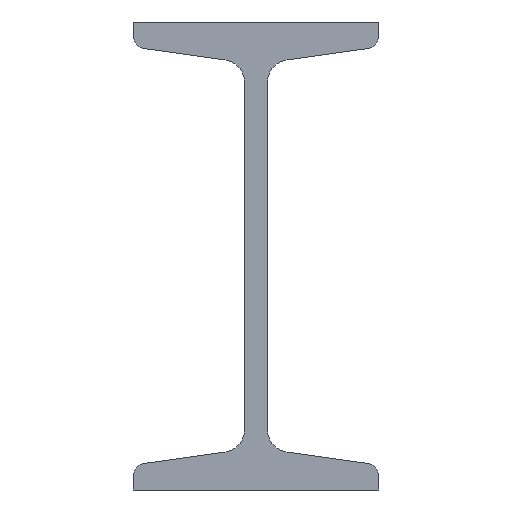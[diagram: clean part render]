
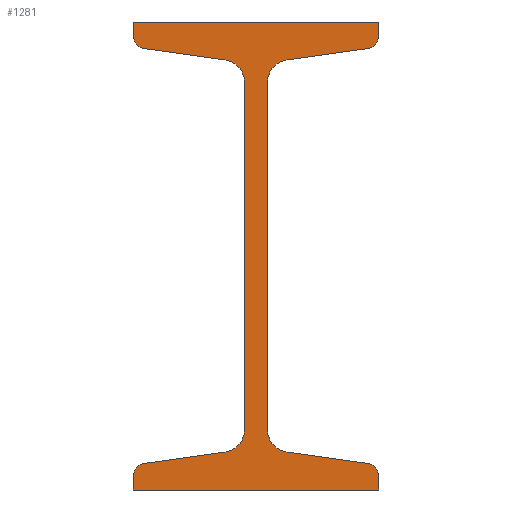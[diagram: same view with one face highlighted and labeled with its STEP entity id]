
A CAD part, front view. The second image highlights one B-rep face of the part: STEP entity #1281.
In plain terms, the highlighted planar face has unit normal (0, -1, 0).
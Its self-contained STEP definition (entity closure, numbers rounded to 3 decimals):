
#2=DIRECTION('',(0.,0.,1.));
#3=VECTOR('',#2,2.267);
#4=CARTESIAN_POINT('',(-21.,0.,-40.));
#5=LINE('',#4,#3);
#6=CARTESIAN_POINT('',(-18.7,0.,-37.733));
#7=DIRECTION('',(0.,1.,0.));
#8=DIRECTION('',(-1.,0.,0.));
#9=AXIS2_PLACEMENT_3D('',#6,#7,#8);
#11=DIRECTION('',(0.99,0.,0.139));
#12=VECTOR('',#11,13.848);
#13=CARTESIAN_POINT('',(-19.02,0.,-35.455));
#14=LINE('',#13,#12);
#15=CARTESIAN_POINT('',(-5.85,0.,-29.666));
#16=DIRECTION('',(0.,-1.,0.));
#17=DIRECTION('',(0.139,0.,-0.99));
#18=AXIS2_PLACEMENT_3D('',#15,#16,#17);
#20=DIRECTION('',(0.,0.,1.));
#21=VECTOR('',#20,59.332);
#22=CARTESIAN_POINT('',(-1.95,0.,-29.666));
#23=LINE('',#22,#21);
#24=CARTESIAN_POINT('',(-5.85,0.,29.666));
#25=DIRECTION('',(0.,-1.,0.));
#26=DIRECTION('',(1.,0.,0.));
#27=AXIS2_PLACEMENT_3D('',#24,#25,#26);
#29=DIRECTION('',(-0.99,0.,0.139));
#30=VECTOR('',#29,13.848);
#31=CARTESIAN_POINT('',(-5.307,0.,33.528));
#32=LINE('',#31,#30);
#33=CARTESIAN_POINT('',(-18.7,0.,37.733));
#34=DIRECTION('',(0.,1.,0.));
#35=DIRECTION('',(-0.139,0.,-0.99));
#36=AXIS2_PLACEMENT_3D('',#33,#34,#35);
#38=DIRECTION('',(0.,0.,1.));
#39=VECTOR('',#38,2.267);
#40=CARTESIAN_POINT('',(-21.,0.,37.733));
#41=LINE('',#40,#39);
#42=DIRECTION('',(1.,0.,0.));
#43=VECTOR('',#42,42.);
#44=CARTESIAN_POINT('',(-21.,0.,40.));
#45=LINE('',#44,#43);
#46=DIRECTION('',(0.,0.,-1.));
#47=VECTOR('',#46,2.267);
#48=CARTESIAN_POINT('',(21.,0.,40.));
#49=LINE('',#48,#47);
#50=CARTESIAN_POINT('',(18.7,0.,37.733));
#51=DIRECTION('',(0.,1.,0.));
#52=DIRECTION('',(1.,0.,0.));
#53=AXIS2_PLACEMENT_3D('',#50,#51,#52);
#55=DIRECTION('',(-0.99,0.,-0.139));
#56=VECTOR('',#55,13.848);
#57=CARTESIAN_POINT('',(19.02,0.,35.455));
#58=LINE('',#57,#56);
#59=CARTESIAN_POINT('',(5.85,0.,29.666));
#60=DIRECTION('',(0.,-1.,0.));
#61=DIRECTION('',(-0.139,0.,0.99));
#62=AXIS2_PLACEMENT_3D('',#59,#60,#61);
#64=DIRECTION('',(0.,0.,-1.));
#65=VECTOR('',#64,59.332);
#66=CARTESIAN_POINT('',(1.95,0.,29.666));
#67=LINE('',#66,#65);
#68=CARTESIAN_POINT('',(5.85,0.,-29.666));
#69=DIRECTION('',(0.,-1.,0.));
#70=DIRECTION('',(-1.,0.,0.));
#71=AXIS2_PLACEMENT_3D('',#68,#69,#70);
#73=DIRECTION('',(0.99,0.,-0.139));
#74=VECTOR('',#73,13.848);
#75=CARTESIAN_POINT('',(5.307,0.,-33.528));
#76=LINE('',#75,#74);
#77=CARTESIAN_POINT('',(18.7,0.,-37.733));
#78=DIRECTION('',(0.,1.,0.));
#79=DIRECTION('',(0.139,0.,0.99));
#80=AXIS2_PLACEMENT_3D('',#77,#78,#79);
#82=DIRECTION('',(0.,0.,-1.));
#83=VECTOR('',#82,2.267);
#84=CARTESIAN_POINT('',(21.,0.,-37.733));
#85=LINE('',#84,#83);
#86=DIRECTION('',(-1.,0.,0.));
#87=VECTOR('',#86,42.);
#88=CARTESIAN_POINT('',(21.,0.,-40.));
#89=LINE('',#88,#87);
#930=CARTESIAN_POINT('',(-21.,0.,-40.));
#931=CARTESIAN_POINT('',(-21.,0.,-37.733));
#932=VERTEX_POINT('',#930);
#933=VERTEX_POINT('',#931);
#934=CARTESIAN_POINT('',(-19.02,0.,-35.455));
#935=VERTEX_POINT('',#934);
#936=CARTESIAN_POINT('',(-5.307,0.,-33.528));
#937=VERTEX_POINT('',#936);
#938=CARTESIAN_POINT('',(-1.95,0.,-29.666));
#939=VERTEX_POINT('',#938);
#940=CARTESIAN_POINT('',(-1.95,0.,29.666));
#941=VERTEX_POINT('',#940);
#942=CARTESIAN_POINT('',(-5.307,0.,33.528));
#943=VERTEX_POINT('',#942);
#944=CARTESIAN_POINT('',(-19.02,0.,35.455));
#945=VERTEX_POINT('',#944);
#946=CARTESIAN_POINT('',(-21.,0.,37.733));
#947=VERTEX_POINT('',#946);
#948=CARTESIAN_POINT('',(-21.,0.,40.));
#949=VERTEX_POINT('',#948);
#950=CARTESIAN_POINT('',(21.,0.,40.));
#951=VERTEX_POINT('',#950);
#952=CARTESIAN_POINT('',(21.,0.,37.733));
#953=VERTEX_POINT('',#952);
#954=CARTESIAN_POINT('',(19.02,0.,35.455));
#955=VERTEX_POINT('',#954);
#956=CARTESIAN_POINT('',(5.307,0.,33.528));
#957=VERTEX_POINT('',#956);
#958=CARTESIAN_POINT('',(1.95,0.,29.666));
#959=VERTEX_POINT('',#958);
#960=CARTESIAN_POINT('',(1.95,0.,-29.666));
#961=VERTEX_POINT('',#960);
#962=CARTESIAN_POINT('',(5.307,0.,-33.528));
#963=VERTEX_POINT('',#962);
#964=CARTESIAN_POINT('',(19.02,0.,-35.455));
#965=VERTEX_POINT('',#964);
#966=CARTESIAN_POINT('',(21.,0.,-37.733));
#967=VERTEX_POINT('',#966);
#968=CARTESIAN_POINT('',(21.,0.,-40.));
#969=VERTEX_POINT('',#968);
#1234=CARTESIAN_POINT('',(0.,0.,0.));
#1235=DIRECTION('',(0.,1.,0.));
#1236=DIRECTION('',(1.,0.,0.));
#1237=AXIS2_PLACEMENT_3D('',#1234,#1235,#1236);
#1238=PLANE('',#1237);
#1240=ORIENTED_EDGE('',*,*,#1239,.T.);
#1242=ORIENTED_EDGE('',*,*,#1241,.T.);
#1244=ORIENTED_EDGE('',*,*,#1243,.T.);
#1246=ORIENTED_EDGE('',*,*,#1245,.T.);
#1248=ORIENTED_EDGE('',*,*,#1247,.T.);
#1250=ORIENTED_EDGE('',*,*,#1249,.T.);
#1252=ORIENTED_EDGE('',*,*,#1251,.T.);
#1254=ORIENTED_EDGE('',*,*,#1253,.T.);
#1256=ORIENTED_EDGE('',*,*,#1255,.T.);
#1258=ORIENTED_EDGE('',*,*,#1257,.T.);
#1260=ORIENTED_EDGE('',*,*,#1259,.T.);
#1262=ORIENTED_EDGE('',*,*,#1261,.T.);
#1264=ORIENTED_EDGE('',*,*,#1263,.T.);
#1266=ORIENTED_EDGE('',*,*,#1265,.T.);
#1268=ORIENTED_EDGE('',*,*,#1267,.T.);
#1270=ORIENTED_EDGE('',*,*,#1269,.T.);
#1272=ORIENTED_EDGE('',*,*,#1271,.T.);
#1274=ORIENTED_EDGE('',*,*,#1273,.T.);
#1276=ORIENTED_EDGE('',*,*,#1275,.T.);
#1278=ORIENTED_EDGE('',*,*,#1277,.T.);
#1279=EDGE_LOOP('',(#1240,#1242,#1244,#1246,#1248,#1250,#1252,#1254,#1256,#1258,
#1260,#1262,#1264,#1266,#1268,#1270,#1272,#1274,#1276,#1278));
#1280=FACE_OUTER_BOUND('',#1279,.F.);
#1281=ADVANCED_FACE('',(#1280),#1238,.F.);
#10=CIRCLE('',#9,2.3);
#19=CIRCLE('',#18,3.9);
#28=CIRCLE('',#27,3.9);
#37=CIRCLE('',#36,2.3);
#54=CIRCLE('',#53,2.3);
#63=CIRCLE('',#62,3.9);
#72=CIRCLE('',#71,3.9);
#81=CIRCLE('',#80,2.3);
#1239=EDGE_CURVE('',#932,#933,#5,.T.);
#1241=EDGE_CURVE('',#933,#935,#10,.T.);
#1243=EDGE_CURVE('',#935,#937,#14,.T.);
#1245=EDGE_CURVE('',#937,#939,#19,.T.);
#1247=EDGE_CURVE('',#939,#941,#23,.T.);
#1249=EDGE_CURVE('',#941,#943,#28,.T.);
#1251=EDGE_CURVE('',#943,#945,#32,.T.);
#1253=EDGE_CURVE('',#945,#947,#37,.T.);
#1255=EDGE_CURVE('',#947,#949,#41,.T.);
#1257=EDGE_CURVE('',#949,#951,#45,.T.);
#1259=EDGE_CURVE('',#951,#953,#49,.T.);
#1261=EDGE_CURVE('',#953,#955,#54,.T.);
#1263=EDGE_CURVE('',#955,#957,#58,.T.);
#1265=EDGE_CURVE('',#957,#959,#63,.T.);
#1267=EDGE_CURVE('',#959,#961,#67,.T.);
#1269=EDGE_CURVE('',#961,#963,#72,.T.);
#1271=EDGE_CURVE('',#963,#965,#76,.T.);
#1273=EDGE_CURVE('',#965,#967,#81,.T.);
#1275=EDGE_CURVE('',#967,#969,#85,.T.);
#1277=EDGE_CURVE('',#969,#932,#89,.T.);
